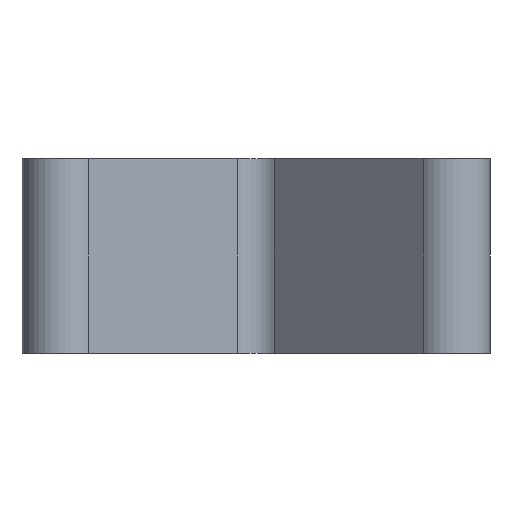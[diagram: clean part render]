
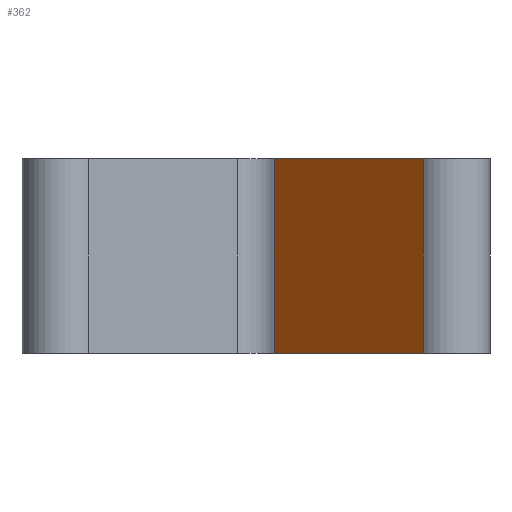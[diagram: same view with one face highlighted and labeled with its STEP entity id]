
A CAD part, front view. The second image highlights one B-rep face of the part: STEP entity #362.
In plain terms, the highlighted planar face has unit normal (-0.707, -0.708, 0).
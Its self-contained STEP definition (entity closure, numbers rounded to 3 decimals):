
#13 = DIRECTION ( 'NONE',  ( -0.707, -0.708, 0. ) ) ;
#27 = CARTESIAN_POINT ( 'NONE',  ( 165.547, 31.61, 0. ) ) ;
#32 = VERTEX_POINT ( 'NONE', #682 ) ;
#46 = EDGE_CURVE ( 'NONE', #32, #635, #156, .T. ) ;
#53 = LINE ( 'NONE', #510, #415 ) ;
#63 = VECTOR ( 'NONE', #150, 1000. ) ;
#92 = ORIENTED_EDGE ( 'NONE', *, *, #315, .T. ) ;
#99 = DIRECTION ( 'NONE',  ( 0., 0., 1. ) ) ;
#117 = CARTESIAN_POINT ( 'NONE',  ( 165.547, 31.61, 0. ) ) ;
#143 = EDGE_CURVE ( 'NONE', #334, #623, #676, .T. ) ;
#150 = DIRECTION ( 'NONE',  ( 0., 0., 1. ) ) ;
#152 = ORIENTED_EDGE ( 'NONE', *, *, #46, .F. ) ;
#156 = LINE ( 'NONE', #27, #358 ) ;
#162 = ORIENTED_EDGE ( 'NONE', *, *, #659, .F. ) ;
#172 = LINE ( 'NONE', #117, #235 ) ;
#192 = CARTESIAN_POINT ( 'NONE',  ( 169.376, 27.787, 0. ) ) ;
#215 = CARTESIAN_POINT ( 'NONE',  ( 165.547, 31.61, 5. ) ) ;
#235 = VECTOR ( 'NONE', #584, 1000. ) ;
#315 = EDGE_CURVE ( 'NONE', #32, #334, #172, .T. ) ;
#334 = VERTEX_POINT ( 'NONE', #420 ) ;
#352 = CARTESIAN_POINT ( 'NONE',  ( 169.376, 27.787, 5. ) ) ;
#358 = VECTOR ( 'NONE', #99, 1000. ) ;
#362 = ADVANCED_FACE ( 'NONE', ( #704 ), #369, .T. ) ;
#369 = PLANE ( 'NONE',  #533 ) ;
#375 = EDGE_LOOP ( 'NONE', ( #162, #152, #92, #709 ) ) ;
#414 = CARTESIAN_POINT ( 'NONE',  ( 167.462, 29.699, 0. ) ) ;
#415 = VECTOR ( 'NONE', #452, 1000. ) ;
#420 = CARTESIAN_POINT ( 'NONE',  ( 169.376, 27.787, 0. ) ) ;
#452 = DIRECTION ( 'NONE',  ( 0.708, -0.707, 0. ) ) ;
#510 = CARTESIAN_POINT ( 'NONE',  ( 165.547, 31.61, 5. ) ) ;
#533 = AXIS2_PLACEMENT_3D ( 'NONE', #414, #13, #647 ) ;
#584 = DIRECTION ( 'NONE',  ( 0.708, -0.707, 0. ) ) ;
#623 = VERTEX_POINT ( 'NONE', #352 ) ;
#635 = VERTEX_POINT ( 'NONE', #215 ) ;
#647 = DIRECTION ( 'NONE',  ( -0.708, 0.707, 0. ) ) ;
#659 = EDGE_CURVE ( 'NONE', #635, #623, #53, .T. ) ;
#676 = LINE ( 'NONE', #192, #63 ) ;
#682 = CARTESIAN_POINT ( 'NONE',  ( 165.547, 31.61, 0. ) ) ;
#704 = FACE_OUTER_BOUND ( 'NONE', #375, .T. ) ;
#709 = ORIENTED_EDGE ( 'NONE', *, *, #143, .T. ) ;
